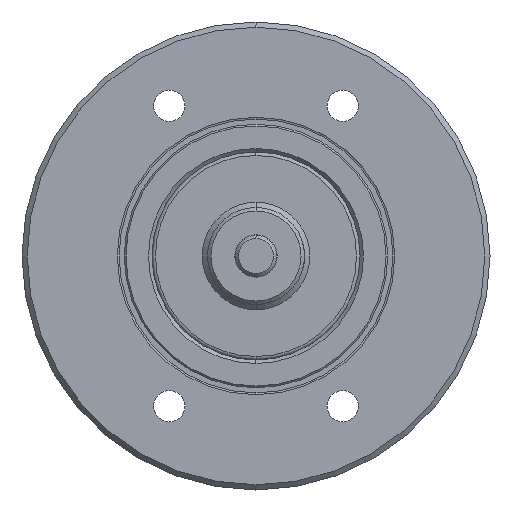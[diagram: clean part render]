
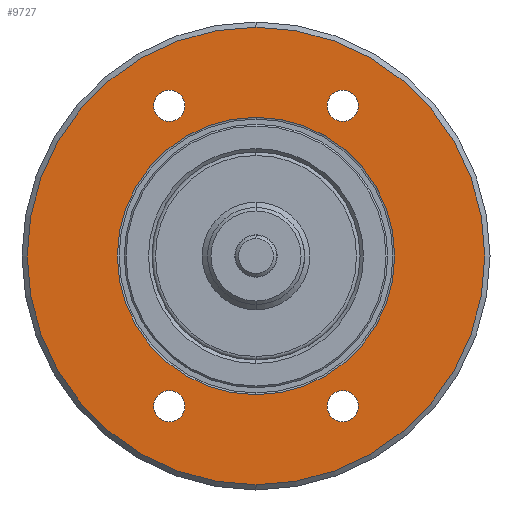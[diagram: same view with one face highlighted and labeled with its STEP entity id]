
A CAD part, left-side view. The second image highlights one B-rep face of the part: STEP entity #9727.
In plain terms, the highlighted planar face has unit normal (-1, 0, 0).
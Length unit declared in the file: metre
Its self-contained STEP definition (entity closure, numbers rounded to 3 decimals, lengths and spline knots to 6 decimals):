
#60 = FACE_BOUND ( 'NONE', #18613, .T. ) ;
#251 = VERTEX_POINT ( 'NONE', #11781 ) ;
#433 = CARTESIAN_POINT ( 'NONE',  ( 0., 0., -0.04 ) ) ;
#626 = AXIS2_PLACEMENT_3D ( 'NONE', #13833, #5035, #15299 ) ;
#725 = CARTESIAN_POINT ( 'NONE',  ( 0., -0.025, -0.043301 ) ) ;
#789 = CIRCLE ( 'NONE', #15182, 0.0045 ) ;
#836 = ORIENTED_EDGE ( 'NONE', *, *, #3024, .T. ) ;
#1220 = EDGE_CURVE ( 'NONE', #12016, #9166, #5463, .T. ) ;
#1282 = VERTEX_POINT ( 'NONE', #11430 ) ;
#1369 = CARTESIAN_POINT ( 'NONE',  ( 0., 0., 0. ) ) ;
#1776 = CARTESIAN_POINT ( 'NONE',  ( 0., 0.025, 0.047801 ) ) ;
#1873 = AXIS2_PLACEMENT_3D ( 'NONE', #4275, #17516, #8701 ) ;
#1883 = DIRECTION ( 'NONE',  ( 1., 0., 0. ) ) ;
#2057 = ORIENTED_EDGE ( 'NONE', *, *, #2939, .T. ) ;
#2141 = ORIENTED_EDGE ( 'NONE', *, *, #12372, .T. ) ;
#2193 = EDGE_CURVE ( 'NONE', #3631, #17227, #13506, .T. ) ;
#2224 = DIRECTION ( 'NONE',  ( 0., 0., -1. ) ) ;
#2366 = VERTEX_POINT ( 'NONE', #1776 ) ;
#2532 = CARTESIAN_POINT ( 'NONE',  ( 0., -0.025, 0.043301 ) ) ;
#2602 = CIRCLE ( 'NONE', #15823, 0.0045 ) ;
#2712 = EDGE_CURVE ( 'NONE', #3739, #12810, #789, .T. ) ;
#2867 = DIRECTION ( 'NONE',  ( 0., 0., 1. ) ) ;
#2939 = EDGE_CURVE ( 'NONE', #12810, #3739, #8889, .T. ) ;
#2944 = VERTEX_POINT ( 'NONE', #3363 ) ;
#2999 = EDGE_CURVE ( 'NONE', #2944, #2366, #11875, .T. ) ;
#3024 = EDGE_CURVE ( 'NONE', #18536, #13252, #4031, .T. ) ;
#3058 = CIRCLE ( 'NONE', #12887, 0.0045 ) ;
#3119 = ORIENTED_EDGE ( 'NONE', *, *, #1220, .T. ) ;
#3362 = CARTESIAN_POINT ( 'NONE',  ( 0., 0.025, -0.047801 ) ) ;
#3363 = CARTESIAN_POINT ( 'NONE',  ( 0., 0.025, 0.038801 ) ) ;
#3524 = FACE_BOUND ( 'NONE', #5665, .T. ) ;
#3584 = CARTESIAN_POINT ( 'NONE',  ( 0., 0.025, 0.043301 ) ) ;
#3631 = VERTEX_POINT ( 'NONE', #11924 ) ;
#3739 = VERTEX_POINT ( 'NONE', #3362 ) ;
#3982 = FACE_OUTER_BOUND ( 'NONE', #9231, .T. ) ;
#4031 = CIRCLE ( 'NONE', #626, 0.066 ) ;
#4149 = CARTESIAN_POINT ( 'NONE',  ( 0., 0.025, -0.043301 ) ) ;
#4275 = CARTESIAN_POINT ( 'NONE',  ( 0., 0.04, 0. ) ) ;
#4441 = EDGE_CURVE ( 'NONE', #2366, #2944, #3058, .T. ) ;
#4494 = EDGE_CURVE ( 'NONE', #251, #1282, #2602, .T. ) ;
#4787 = EDGE_CURVE ( 'NONE', #17227, #3631, #7163, .T. ) ;
#5035 = DIRECTION ( 'NONE',  ( -1., 0., 0. ) ) ;
#5067 = DIRECTION ( 'NONE',  ( 0., 0., -1. ) ) ;
#5112 = AXIS2_PLACEMENT_3D ( 'NONE', #16676, #7848, #18159 ) ;
#5154 = DIRECTION ( 'NONE',  ( 0., 0., 1. ) ) ;
#5463 = CIRCLE ( 'NONE', #13452, 0.0045 ) ;
#5630 = DIRECTION ( 'NONE',  ( 0., 0., -1. ) ) ;
#5665 = EDGE_LOOP ( 'NONE', ( #9894, #2141 ) ) ;
#5969 = AXIS2_PLACEMENT_3D ( 'NONE', #10699, #1883, #12184 ) ;
#6084 = AXIS2_PLACEMENT_3D ( 'NONE', #7396, #10643, #5154 ) ;
#6441 = CARTESIAN_POINT ( 'NONE',  ( 0., 0.025, 0.043301 ) ) ;
#6767 = DIRECTION ( 'NONE',  ( -1., 0., 0. ) ) ;
#7163 = CIRCLE ( 'NONE', #14484, 0.04 ) ;
#7293 = CARTESIAN_POINT ( 'NONE',  ( 0., -0.025, 0.043301 ) ) ;
#7396 = CARTESIAN_POINT ( 'NONE',  ( 0., 0., 0. ) ) ;
#7420 = FACE_BOUND ( 'NONE', #9983, .T. ) ;
#7489 = ORIENTED_EDGE ( 'NONE', *, *, #4441, .T. ) ;
#7848 = DIRECTION ( 'NONE',  ( 1., 0., 0. ) ) ;
#7896 = DIRECTION ( 'NONE',  ( 0., 0., -1. ) ) ;
#8701 = DIRECTION ( 'NONE',  ( 0., 0., -1. ) ) ;
#8711 = CIRCLE ( 'NONE', #5112, 0.0045 ) ;
#8805 = DIRECTION ( 'NONE',  ( 0., 0., -1. ) ) ;
#8828 = ORIENTED_EDGE ( 'NONE', *, *, #2999, .T. ) ;
#8889 = CIRCLE ( 'NONE', #5969, 0.0045 ) ;
#9166 = VERTEX_POINT ( 'NONE', #16110 ) ;
#9193 = ORIENTED_EDGE ( 'NONE', *, *, #13253, .T. ) ;
#9231 = EDGE_LOOP ( 'NONE', ( #836, #9193 ) ) ;
#9690 = CARTESIAN_POINT ( 'NONE',  ( 0., 0., 0.066 ) ) ;
#9727 = ADVANCED_FACE ( 'NONE', ( #60, #11360, #7420, #3524, #3982, #18698 ), #13011, .F. ) ;
#9894 = ORIENTED_EDGE ( 'NONE', *, *, #4494, .T. ) ;
#9972 = AXIS2_PLACEMENT_3D ( 'NONE', #7293, #17608, #8805 ) ;
#9983 = EDGE_LOOP ( 'NONE', ( #8828, #7489 ) ) ;
#10175 = DIRECTION ( 'NONE',  ( 0., 0., -1. ) ) ;
#10643 = DIRECTION ( 'NONE',  ( -1., 0., 0. ) ) ;
#10699 = CARTESIAN_POINT ( 'NONE',  ( 0., 0.025, -0.043301 ) ) ;
#11045 = DIRECTION ( 'NONE',  ( 1., 0., 0. ) ) ;
#11360 = FACE_BOUND ( 'NONE', #17705, .T. ) ;
#11430 = CARTESIAN_POINT ( 'NONE',  ( 0., -0.025, -0.038801 ) ) ;
#11690 = DIRECTION ( 'NONE',  ( -1., 0., 0. ) ) ;
#11781 = CARTESIAN_POINT ( 'NONE',  ( 0., -0.025, -0.047801 ) ) ;
#11875 = CIRCLE ( 'NONE', #16785, 0.0045 ) ;
#11924 = CARTESIAN_POINT ( 'NONE',  ( 0., 0., 0.04 ) ) ;
#12016 = VERTEX_POINT ( 'NONE', #18480 ) ;
#12184 = DIRECTION ( 'NONE',  ( 0., 0., -1. ) ) ;
#12372 = EDGE_CURVE ( 'NONE', #1282, #251, #8711, .T. ) ;
#12810 = VERTEX_POINT ( 'NONE', #13393 ) ;
#12832 = CARTESIAN_POINT ( 'NONE',  ( 0., 0., -0.066 ) ) ;
#12887 = AXIS2_PLACEMENT_3D ( 'NONE', #3584, #13869, #5067 ) ;
#13011 = PLANE ( 'NONE',  #1873 ) ;
#13252 = VERTEX_POINT ( 'NONE', #9690 ) ;
#13253 = EDGE_CURVE ( 'NONE', #13252, #18536, #18933, .T. ) ;
#13334 = DIRECTION ( 'NONE',  ( 1., 0., 0. ) ) ;
#13393 = CARTESIAN_POINT ( 'NONE',  ( 0., 0.025, -0.038801 ) ) ;
#13452 = AXIS2_PLACEMENT_3D ( 'NONE', #2532, #13334, #10175 ) ;
#13506 = CIRCLE ( 'NONE', #6084, 0.04 ) ;
#13801 = EDGE_LOOP ( 'NONE', ( #14053, #14398 ) ) ;
#13833 = CARTESIAN_POINT ( 'NONE',  ( 0., 0., 0. ) ) ;
#13869 = DIRECTION ( 'NONE',  ( 1., 0., 0. ) ) ;
#14053 = ORIENTED_EDGE ( 'NONE', *, *, #2193, .F. ) ;
#14398 = ORIENTED_EDGE ( 'NONE', *, *, #4787, .F. ) ;
#14414 = DIRECTION ( 'NONE',  ( 1., 0., 0. ) ) ;
#14484 = AXIS2_PLACEMENT_3D ( 'NONE', #1369, #11690, #2867 ) ;
#14504 = EDGE_CURVE ( 'NONE', #9166, #12016, #15222, .T. ) ;
#15182 = AXIS2_PLACEMENT_3D ( 'NONE', #4149, #14414, #5630 ) ;
#15222 = CIRCLE ( 'NONE', #9972, 0.0045 ) ;
#15299 = DIRECTION ( 'NONE',  ( 0., 0., -1. ) ) ;
#15310 = ORIENTED_EDGE ( 'NONE', *, *, #14504, .T. ) ;
#15572 = CARTESIAN_POINT ( 'NONE',  ( 0., 0., 0. ) ) ;
#15823 = AXIS2_PLACEMENT_3D ( 'NONE', #725, #11045, #2224 ) ;
#16110 = CARTESIAN_POINT ( 'NONE',  ( 0., -0.025, 0.047801 ) ) ;
#16676 = CARTESIAN_POINT ( 'NONE',  ( 0., -0.025, -0.043301 ) ) ;
#16719 = AXIS2_PLACEMENT_3D ( 'NONE', #15572, #6767, #17059 ) ;
#16727 = DIRECTION ( 'NONE',  ( 1., 0., 0. ) ) ;
#16785 = AXIS2_PLACEMENT_3D ( 'NONE', #6441, #16727, #7896 ) ;
#16848 = ORIENTED_EDGE ( 'NONE', *, *, #2712, .T. ) ;
#17059 = DIRECTION ( 'NONE',  ( 0., 0., -1. ) ) ;
#17227 = VERTEX_POINT ( 'NONE', #433 ) ;
#17516 = DIRECTION ( 'NONE',  ( 1., 0., 0. ) ) ;
#17608 = DIRECTION ( 'NONE',  ( 1., 0., 0. ) ) ;
#17705 = EDGE_LOOP ( 'NONE', ( #3119, #15310 ) ) ;
#18159 = DIRECTION ( 'NONE',  ( 0., 0., -1. ) ) ;
#18480 = CARTESIAN_POINT ( 'NONE',  ( 0., -0.025, 0.038801 ) ) ;
#18536 = VERTEX_POINT ( 'NONE', #12832 ) ;
#18613 = EDGE_LOOP ( 'NONE', ( #16848, #2057 ) ) ;
#18698 = FACE_BOUND ( 'NONE', #13801, .T. ) ;
#18933 = CIRCLE ( 'NONE', #16719, 0.066 ) ;
